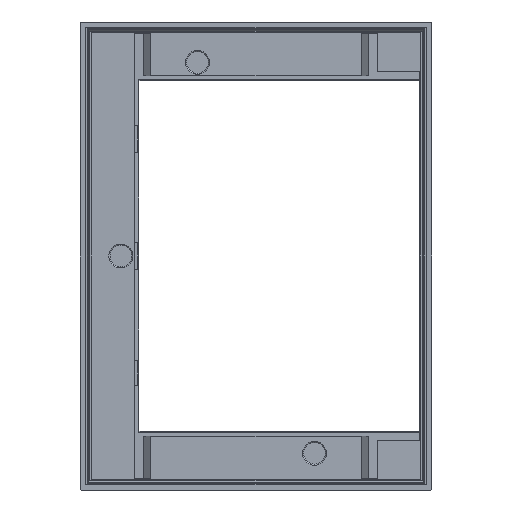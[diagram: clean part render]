
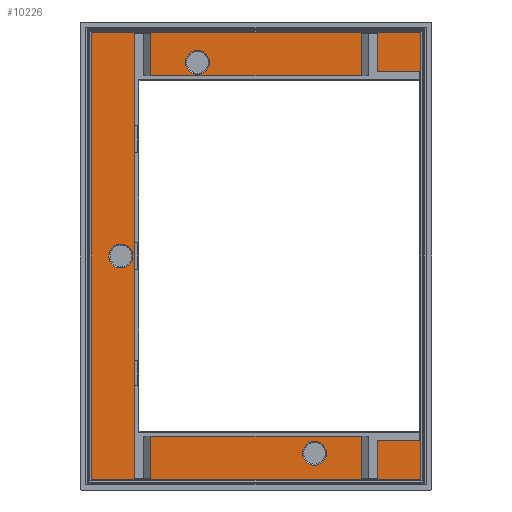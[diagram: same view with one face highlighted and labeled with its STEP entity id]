
A CAD part, front view. The second image highlights one B-rep face of the part: STEP entity #10226.
In plain terms, the highlighted planar face has unit normal (0, -1, 0).
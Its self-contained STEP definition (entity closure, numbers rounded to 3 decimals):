
#361=FACE_BOUND('',#1493,.T.);
#362=FACE_BOUND('',#1494,.T.);
#363=FACE_BOUND('',#1495,.T.);
#364=FACE_BOUND('',#1496,.T.);
#512=PLANE('',#11327);
#761=FACE_OUTER_BOUND('',#1492,.T.);
#1492=EDGE_LOOP('',(#7787,#7788,#7789,#7790));
#1493=EDGE_LOOP('',(#7791,#7792,#7793,#7794,#7795,#7796,#7797,#7798,#7799,
#7800,#7801,#7802,#7803,#7804,#7805,#7806));
#1494=EDGE_LOOP('',(#7807,#7808));
#1495=EDGE_LOOP('',(#7809,#7810));
#1496=EDGE_LOOP('',(#7811,#7812));
#2155=LINE('',#16219,#2808);
#2251=LINE('',#17072,#2904);
#2259=LINE('',#17192,#2912);
#2261=LINE('',#17196,#2914);
#2263=LINE('',#17212,#2916);
#2265=LINE('',#17216,#2918);
#2267=LINE('',#17220,#2920);
#2269=LINE('',#17272,#2922);
#2271=LINE('',#17275,#2924);
#2272=LINE('',#17279,#2925);
#2273=LINE('',#17281,#2926);
#2274=LINE('',#17283,#2927);
#2275=LINE('',#17284,#2928);
#2276=LINE('',#17286,#2929);
#2277=LINE('',#17288,#2930);
#2278=LINE('',#17290,#2931);
#2279=LINE('',#17292,#2932);
#2280=LINE('',#17294,#2933);
#2281=LINE('',#17296,#2934);
#2282=LINE('',#17297,#2935);
#2808=VECTOR('',#12586,63.046);
#2904=VECTOR('',#13440,76.);
#2912=VECTOR('',#13560,7.2);
#2914=VECTOR('',#13564,6.477);
#2916=VECTOR('',#13580,2.782);
#2918=VECTOR('',#13584,7.2);
#2920=VECTOR('',#13588,36.036);
#2922=VECTOR('',#13640,7.2);
#2924=VECTOR('',#13644,2.782);
#2925=VECTOR('',#13647,56.4);
#2926=VECTOR('',#13648,76.4);
#2927=VECTOR('',#13649,56.4);
#2928=VECTOR('',#13650,76.4);
#2929=VECTOR('',#13651,7.2);
#2930=VECTOR('',#13652,6.477);
#2931=VECTOR('',#13653,2.782);
#2932=VECTOR('',#13654,7.2);
#2933=VECTOR('',#13655,36.036);
#2934=VECTOR('',#13656,7.2);
#2935=VECTOR('',#13657,2.782);
#3819=CIRCLE('',#11328,2.05);
#3820=CIRCLE('',#11329,2.05);
#3821=CIRCLE('',#11330,2.05);
#3822=CIRCLE('',#11331,2.05);
#3823=CIRCLE('',#11332,2.05);
#3824=CIRCLE('',#11333,2.05);
#4347=VERTEX_POINT('',#16216);
#4348=VERTEX_POINT('',#16218);
#4725=VERTEX_POINT('',#17069);
#4726=VERTEX_POINT('',#17071);
#4782=VERTEX_POINT('',#17191);
#4783=VERTEX_POINT('',#17195);
#4790=VERTEX_POINT('',#17211);
#4791=VERTEX_POINT('',#17215);
#4792=VERTEX_POINT('',#17219);
#4817=VERTEX_POINT('',#17271);
#4818=VERTEX_POINT('',#17277);
#4819=VERTEX_POINT('',#17278);
#4820=VERTEX_POINT('',#17280);
#4821=VERTEX_POINT('',#17282);
#4822=VERTEX_POINT('',#17285);
#4823=VERTEX_POINT('',#17287);
#4824=VERTEX_POINT('',#17289);
#4825=VERTEX_POINT('',#17291);
#4826=VERTEX_POINT('',#17293);
#4827=VERTEX_POINT('',#17295);
#4828=VERTEX_POINT('',#17298);
#4829=VERTEX_POINT('',#17299);
#4830=VERTEX_POINT('',#17302);
#4831=VERTEX_POINT('',#17303);
#4832=VERTEX_POINT('',#17306);
#4833=VERTEX_POINT('',#17307);
#5446=EDGE_CURVE('',#4348,#4347,#2155,.T.);
#5874=EDGE_CURVE('',#4726,#4725,#2251,.T.);
#5933=EDGE_CURVE('',#4782,#4348,#2259,.T.);
#5935=EDGE_CURVE('',#4783,#4782,#2261,.T.);
#5943=EDGE_CURVE('',#4790,#4783,#2263,.T.);
#5945=EDGE_CURVE('',#4791,#4790,#2265,.T.);
#5947=EDGE_CURVE('',#4792,#4791,#2267,.T.);
#5973=EDGE_CURVE('',#4817,#4792,#2269,.T.);
#5975=EDGE_CURVE('',#4725,#4817,#2271,.T.);
#5976=EDGE_CURVE('',#4818,#4819,#2272,.T.);
#5977=EDGE_CURVE('',#4820,#4818,#2273,.T.);
#5978=EDGE_CURVE('',#4821,#4820,#2274,.T.);
#5979=EDGE_CURVE('',#4819,#4821,#2275,.T.);
#5980=EDGE_CURVE('',#4347,#4822,#2276,.T.);
#5981=EDGE_CURVE('',#4822,#4823,#2277,.T.);
#5982=EDGE_CURVE('',#4823,#4824,#2278,.T.);
#5983=EDGE_CURVE('',#4824,#4825,#2279,.T.);
#5984=EDGE_CURVE('',#4825,#4826,#2280,.T.);
#5985=EDGE_CURVE('',#4826,#4827,#2281,.T.);
#5986=EDGE_CURVE('',#4827,#4726,#2282,.T.);
#5987=EDGE_CURVE('',#4828,#4829,#3819,.T.);
#5988=EDGE_CURVE('',#4829,#4828,#3820,.T.);
#5989=EDGE_CURVE('',#4830,#4831,#3821,.T.);
#5990=EDGE_CURVE('',#4831,#4830,#3822,.T.);
#5991=EDGE_CURVE('',#4832,#4833,#3823,.T.);
#5992=EDGE_CURVE('',#4833,#4832,#3824,.T.);
#7787=ORIENTED_EDGE('',*,*,#5976,.F.);
#7788=ORIENTED_EDGE('',*,*,#5977,.F.);
#7789=ORIENTED_EDGE('',*,*,#5978,.F.);
#7790=ORIENTED_EDGE('',*,*,#5979,.F.);
#7791=ORIENTED_EDGE('',*,*,#5980,.T.);
#7792=ORIENTED_EDGE('',*,*,#5981,.T.);
#7793=ORIENTED_EDGE('',*,*,#5982,.T.);
#7794=ORIENTED_EDGE('',*,*,#5983,.T.);
#7795=ORIENTED_EDGE('',*,*,#5984,.T.);
#7796=ORIENTED_EDGE('',*,*,#5985,.T.);
#7797=ORIENTED_EDGE('',*,*,#5986,.T.);
#7798=ORIENTED_EDGE('',*,*,#5874,.T.);
#7799=ORIENTED_EDGE('',*,*,#5975,.T.);
#7800=ORIENTED_EDGE('',*,*,#5973,.T.);
#7801=ORIENTED_EDGE('',*,*,#5947,.T.);
#7802=ORIENTED_EDGE('',*,*,#5945,.T.);
#7803=ORIENTED_EDGE('',*,*,#5943,.T.);
#7804=ORIENTED_EDGE('',*,*,#5935,.T.);
#7805=ORIENTED_EDGE('',*,*,#5933,.T.);
#7806=ORIENTED_EDGE('',*,*,#5446,.T.);
#7807=ORIENTED_EDGE('',*,*,#5987,.T.);
#7808=ORIENTED_EDGE('',*,*,#5988,.T.);
#7809=ORIENTED_EDGE('',*,*,#5989,.T.);
#7810=ORIENTED_EDGE('',*,*,#5990,.T.);
#7811=ORIENTED_EDGE('',*,*,#5991,.T.);
#7812=ORIENTED_EDGE('',*,*,#5992,.T.);
#10226=ADVANCED_FACE('',(#761,#361,#362,#363,#364),#512,.F.);
#11327=AXIS2_PLACEMENT_3D('',#17276,#13645,#13646);
#11328=AXIS2_PLACEMENT_3D('',#17300,#13658,#13659);
#11329=AXIS2_PLACEMENT_3D('',#17301,#13660,#13661);
#11330=AXIS2_PLACEMENT_3D('',#17304,#13662,#13663);
#11331=AXIS2_PLACEMENT_3D('',#17305,#13664,#13665);
#11332=AXIS2_PLACEMENT_3D('',#17308,#13666,#13667);
#11333=AXIS2_PLACEMENT_3D('',#17309,#13668,#13669);
#12586=DIRECTION('',(0.,0.,-1.));
#13440=DIRECTION('',(0.,0.,1.));
#13560=DIRECTION('',(1.,0.,0.));
#13564=DIRECTION('',(0.,0.,-1.));
#13580=DIRECTION('',(1.,0.,0.));
#13584=DIRECTION('',(0.,0.,1.));
#13588=DIRECTION('',(1.,0.,0.));
#13640=DIRECTION('',(0.,0.,-1.));
#13644=DIRECTION('',(1.,0.,0.));
#13645=DIRECTION('center_axis',(0.,1.,0.));
#13646=DIRECTION('ref_axis',(0.,0.,1.));
#13647=DIRECTION('',(-1.,0.,0.));
#13648=DIRECTION('',(0.,0.,-1.));
#13649=DIRECTION('',(1.,0.,0.));
#13650=DIRECTION('',(0.,0.,1.));
#13651=DIRECTION('',(-1.,0.,0.));
#13652=DIRECTION('',(0.,0.,-1.));
#13653=DIRECTION('',(-1.,0.,0.));
#13654=DIRECTION('',(0.,0.,1.));
#13655=DIRECTION('',(-1.,0.,0.));
#13656=DIRECTION('',(0.,0.,-1.));
#13657=DIRECTION('',(-1.,0.,0.));
#13658=DIRECTION('center_axis',(0.,1.,0.));
#13659=DIRECTION('ref_axis',(1.,0.,0.));
#13660=DIRECTION('center_axis',(0.,1.,0.));
#13661=DIRECTION('ref_axis',(1.,0.,0.));
#13662=DIRECTION('center_axis',(0.,1.,0.));
#13663=DIRECTION('ref_axis',(-1.,0.,0.));
#13664=DIRECTION('center_axis',(0.,1.,0.));
#13665=DIRECTION('ref_axis',(-1.,0.,0.));
#13666=DIRECTION('center_axis',(0.,1.,0.));
#13667=DIRECTION('ref_axis',(1.,0.,0.));
#13668=DIRECTION('center_axis',(0.,1.,0.));
#13669=DIRECTION('ref_axis',(1.,0.,0.));
#16216=CARTESIAN_POINT('',(-62.,10.8,-31.523));
#16218=CARTESIAN_POINT('',(-62.,10.8,31.523));
#16219=CARTESIAN_POINT('',(-62.,10.8,31.523));
#17069=CARTESIAN_POINT('',(-110.8,10.8,38.));
#17071=CARTESIAN_POINT('',(-110.8,10.8,-38.));
#17072=CARTESIAN_POINT('',(-110.8,10.8,-38.));
#17191=CARTESIAN_POINT('',(-69.2,10.8,31.523));
#17192=CARTESIAN_POINT('',(-69.2,10.8,31.523));
#17195=CARTESIAN_POINT('',(-69.2,10.8,38.));
#17196=CARTESIAN_POINT('',(-69.2,10.8,38.));
#17211=CARTESIAN_POINT('',(-71.982,10.8,38.));
#17212=CARTESIAN_POINT('',(-71.982,10.8,38.));
#17215=CARTESIAN_POINT('',(-71.982,10.8,30.8));
#17216=CARTESIAN_POINT('',(-71.982,10.8,30.8));
#17219=CARTESIAN_POINT('',(-108.018,10.8,30.8));
#17220=CARTESIAN_POINT('',(-108.018,10.8,30.8));
#17271=CARTESIAN_POINT('',(-108.018,10.8,38.));
#17272=CARTESIAN_POINT('',(-108.018,10.8,38.));
#17275=CARTESIAN_POINT('',(-110.8,10.8,38.));
#17276=CARTESIAN_POINT('Origin',(-90.,10.8,0.));
#17277=CARTESIAN_POINT('',(-61.8,10.8,-38.2));
#17278=CARTESIAN_POINT('',(-118.2,10.8,-38.2));
#17279=CARTESIAN_POINT('',(-61.8,10.8,-38.2));
#17280=CARTESIAN_POINT('',(-61.8,10.8,38.2));
#17281=CARTESIAN_POINT('',(-61.8,10.8,38.2));
#17282=CARTESIAN_POINT('',(-118.2,10.8,38.2));
#17283=CARTESIAN_POINT('',(-118.2,10.8,38.2));
#17284=CARTESIAN_POINT('',(-118.2,10.8,-38.2));
#17285=CARTESIAN_POINT('',(-69.2,10.8,-31.523));
#17286=CARTESIAN_POINT('',(-62.,10.8,-31.523));
#17287=CARTESIAN_POINT('',(-69.2,10.8,-38.));
#17288=CARTESIAN_POINT('',(-69.2,10.8,-31.523));
#17289=CARTESIAN_POINT('',(-71.982,10.8,-38.));
#17290=CARTESIAN_POINT('',(-69.2,10.8,-38.));
#17291=CARTESIAN_POINT('',(-71.982,10.8,-30.8));
#17292=CARTESIAN_POINT('',(-71.982,10.8,-38.));
#17293=CARTESIAN_POINT('',(-108.018,10.8,-30.8));
#17294=CARTESIAN_POINT('',(-71.982,10.8,-30.8));
#17295=CARTESIAN_POINT('',(-108.018,10.8,-38.));
#17296=CARTESIAN_POINT('',(-108.018,10.8,-30.8));
#17297=CARTESIAN_POINT('',(-108.018,10.8,-38.));
#17298=CARTESIAN_POINT('',(-102.05,10.8,33.1));
#17299=CARTESIAN_POINT('',(-100.,10.8,35.15));
#17300=CARTESIAN_POINT('Origin',(-100.,10.8,33.1));
#17301=CARTESIAN_POINT('Origin',(-100.,10.8,33.1));
#17302=CARTESIAN_POINT('',(-111.05,10.8,0.));
#17303=CARTESIAN_POINT('',(-113.1,10.8,2.05));
#17304=CARTESIAN_POINT('Origin',(-113.1,10.8,0.));
#17305=CARTESIAN_POINT('Origin',(-113.1,10.8,0.));
#17306=CARTESIAN_POINT('',(-77.95,10.8,-33.723));
#17307=CARTESIAN_POINT('',(-80.,10.8,-31.673));
#17308=CARTESIAN_POINT('Origin',(-80.,10.8,-33.723));
#17309=CARTESIAN_POINT('Origin',(-80.,10.8,-33.723));
